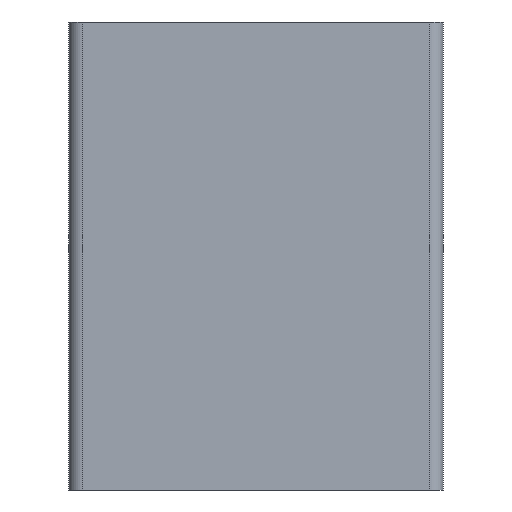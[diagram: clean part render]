
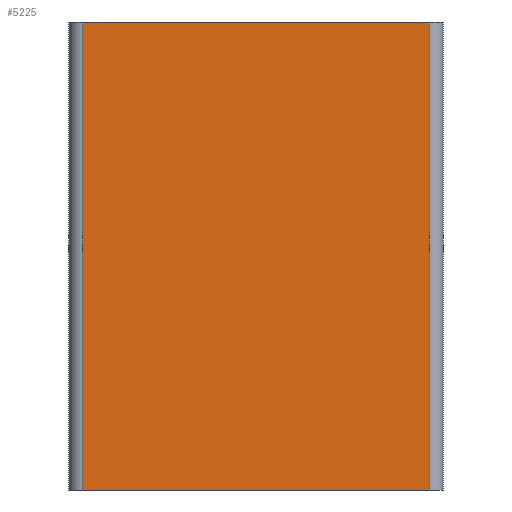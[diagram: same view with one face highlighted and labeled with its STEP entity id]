
A CAD part, front view. The second image highlights one B-rep face of the part: STEP entity #5225.
In plain terms, the highlighted planar face has unit normal (0, -1, 0).
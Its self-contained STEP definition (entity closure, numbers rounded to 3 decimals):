
#167=PLANE('',#5737);
#425=FACE_OUTER_BOUND('',#695,.T.);
#695=EDGE_LOOP('',(#4573,#4574,#4575,#4576));
#938=LINE('',#8014,#1460);
#1228=LINE('',#8832,#1750);
#1229=LINE('',#8835,#1751);
#1230=LINE('',#8836,#1752);
#1460=VECTOR('',#6410,74.);
#1750=VECTOR('',#7276,100.);
#1751=VECTOR('',#7279,74.);
#1752=VECTOR('',#7280,100.);
#2278=VERTEX_POINT('',#8011);
#2279=VERTEX_POINT('',#8013);
#2519=VERTEX_POINT('',#8830);
#2520=VERTEX_POINT('',#8834);
#2877=EDGE_CURVE('',#2278,#2279,#938,.T.);
#3290=EDGE_CURVE('',#2278,#2519,#1228,.T.);
#3291=EDGE_CURVE('',#2520,#2519,#1229,.T.);
#3292=EDGE_CURVE('',#2279,#2520,#1230,.T.);
#4573=ORIENTED_EDGE('',*,*,#2877,.F.);
#4574=ORIENTED_EDGE('',*,*,#3290,.T.);
#4575=ORIENTED_EDGE('',*,*,#3291,.F.);
#4576=ORIENTED_EDGE('',*,*,#3292,.F.);
#5225=ADVANCED_FACE('',(#425),#167,.T.);
#5737=AXIS2_PLACEMENT_3D('',#8833,#7277,#7278);
#6410=DIRECTION('',(-1.,0.,0.));
#7276=DIRECTION('',(0.,0.,1.));
#7277=DIRECTION('center_axis',(0.,-1.,0.));
#7278=DIRECTION('ref_axis',(1.,0.,0.));
#7279=DIRECTION('',(1.,0.,0.));
#7280=DIRECTION('',(0.,0.,1.));
#8011=CARTESIAN_POINT('',(37.,-20.,0.));
#8013=CARTESIAN_POINT('',(-37.,-20.,0.));
#8014=CARTESIAN_POINT('',(37.,-20.,0.));
#8830=CARTESIAN_POINT('',(37.,-20.,100.));
#8832=CARTESIAN_POINT('',(37.,-20.,0.));
#8833=CARTESIAN_POINT('Origin',(-37.,-20.,0.));
#8834=CARTESIAN_POINT('',(-37.,-20.,100.));
#8835=CARTESIAN_POINT('',(37.,-20.,100.));
#8836=CARTESIAN_POINT('',(-37.,-20.,0.));
